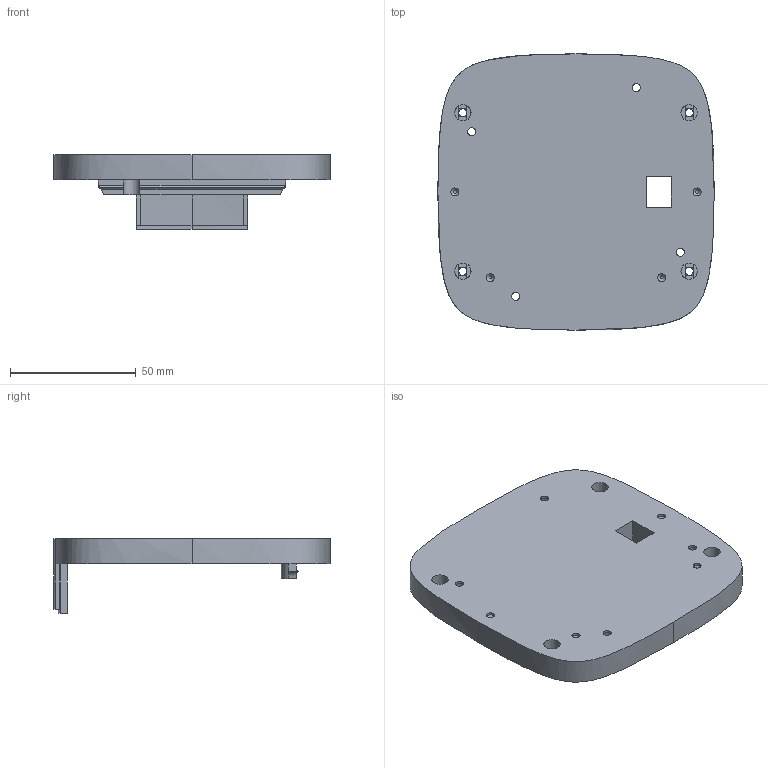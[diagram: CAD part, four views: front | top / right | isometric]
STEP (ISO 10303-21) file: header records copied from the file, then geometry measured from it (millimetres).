
FILE_DESCRIPTION(/* description */ (''),/* implementation_level */ '2;1');
FILE_NAME(/* name */ 'Mid-Plate.step',/* time_stamp */ '2025-05-26T17:02:15+01:00',/* author */ (''),/* organization */ (''),/* preprocessor_version */ 'ST-DEVELOPER v20.1',/* originating_system */ 'Autodesk Translation Framework v14.10.0.0',/* authorisation */ '');
FILE_SCHEMA (('AUTOMOTIVE_DESIGN { 1 0 10303 214 3 1 1 }'));
Length unit declared in the file: millimetre
Products named in the file (2): Blank Plate; UFO Template v28
Assembly tree (1 placements, depth 2):
  Blank Plate
    UFO Template v28
Bounding box: 110 x 110 x 29.7 mm (x, y, z)
Volume: 113598.9 mm3; surface area: 30989 mm2
Topology: 1 solids, 1 shells, 145 faces, 377 edges, 241 vertices
Faces by surface type: plane 92, cylinder 24, bspline 18, cone 11
Full cylindrical faces by diameter (mm): 3.2 x12, 6.5 x8
Entity records: 4648 total; most frequent: CARTESIAN_POINT 1108, ORIENTED_EDGE 754, DIRECTION 700, EDGE_CURVE 377, AXIS2_PLACEMENT_3D 245, VERTEX_POINT 241, LINE 210, VECTOR 210
